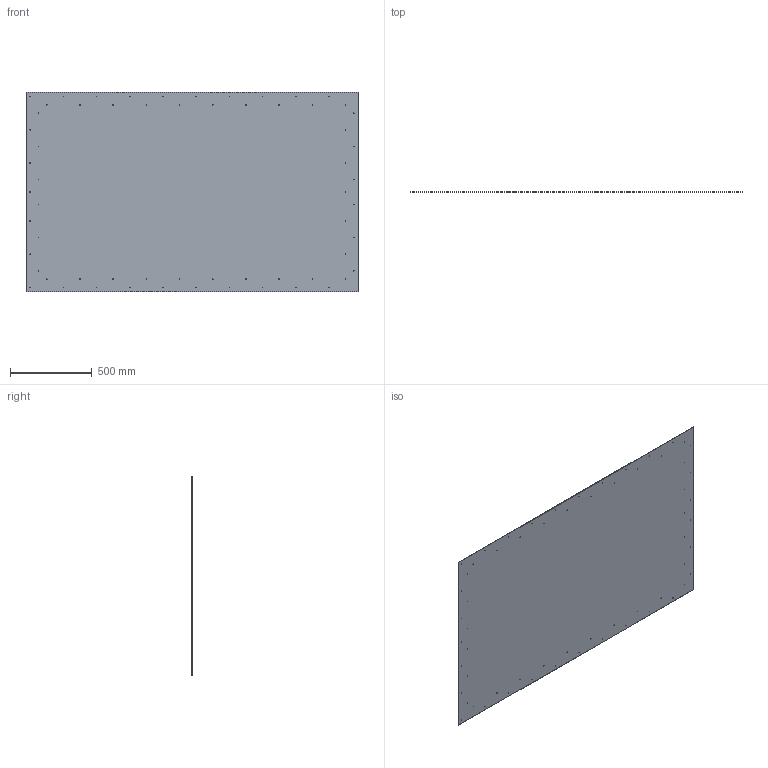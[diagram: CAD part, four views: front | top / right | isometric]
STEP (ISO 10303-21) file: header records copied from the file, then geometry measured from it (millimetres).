
FILE_DESCRIPTION(/* description */ ('Alibre Inc.'),/* implementation_level */ '2;1');
FILE_NAME(/* name */ 'export0',/* time_stamp */ '2012-03-24T09:37:58-06:00',/* author */ (''),/* organization */ (''),/* preprocessor_version */ 'ST-DEVELOPER v14',/* originating_system */ 'Alibre',/* authorisation */ '');
FILE_SCHEMA (('CONFIG_CONTROL_DESIGN'));
Length unit declared in the file: centimetre
Products named in the file (1): ID_1
Bounding box: 2032 x 3.17 x 1219.2 mm (x, y, z)
Volume: 7864232.2 mm3; surface area: 4976455.7 mm2
Topology: 1 solids, 1 shells, 68 faces, 198 edges, 132 vertices
Faces by surface type: cylinder 62, plane 6
Full cylindrical faces by diameter (mm): 3.175 x62
Entity records: 2343 total; most frequent: DIRECTION 390, CARTESIAN_POINT 336, ORIENTED_EDGE 272, EDGE_LOOP 254, FACE_BOUND 254, AXIS2_PLACEMENT_3D 192, EDGE_CURVE 136, VERTEX_POINT 132
